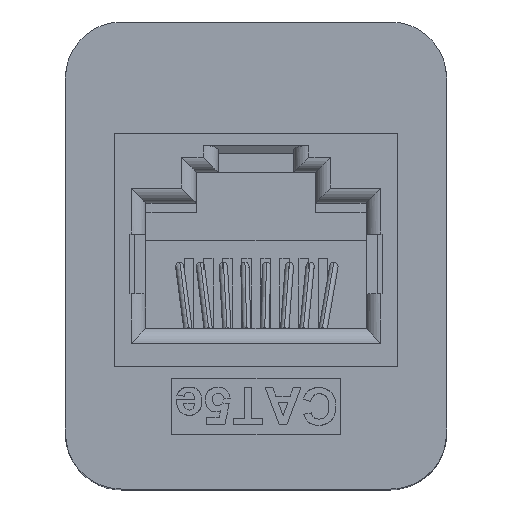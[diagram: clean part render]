
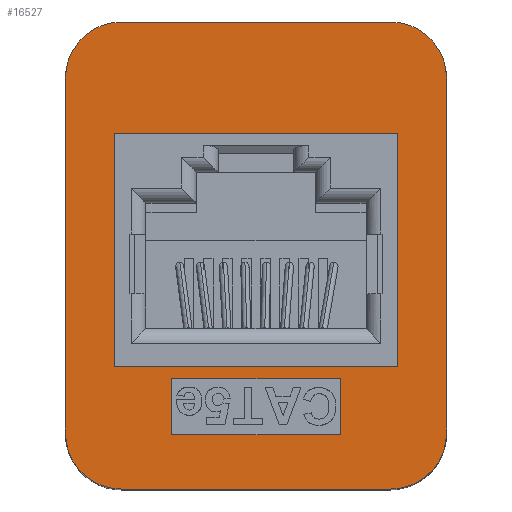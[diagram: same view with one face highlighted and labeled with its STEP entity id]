
A CAD part, top view. The second image highlights one B-rep face of the part: STEP entity #16527.
In plain terms, the highlighted planar face has unit normal (0, 0, 1).
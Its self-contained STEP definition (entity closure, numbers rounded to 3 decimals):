
#16365 = VERTEX_POINT ( 'NONE', #86317 ) ;
#16470 = EDGE_CURVE ( 'NONE', #16365, #16489, #86962, .T. ) ;
#16489 = VERTEX_POINT ( 'NONE', #86965 ) ;
#16526 = EDGE_CURVE ( 'NONE', #16551, #16528, #87100, .T. ) ;
#16527 = ADVANCED_FACE ( 'NONE', ( #87104, #86972, #87093 ), #86976, .F. ) ;
#16528 = VERTEX_POINT ( 'NONE', #86906 ) ;
#16530 = ORIENTED_EDGE ( 'NONE', *, *, #16532, .F. ) ;
#16532 = EDGE_CURVE ( 'NONE', #16630, #16551, #87084, .T. ) ;
#16549 = EDGE_LOOP ( 'NONE', ( #16658, #16530, #16632, #16642 ) ) ;
#16551 = VERTEX_POINT ( 'NONE', #87042 ) ;
#16565 = EDGE_CURVE ( 'NONE', #16636, #16659, #87142, .T. ) ;
#16595 = ORIENTED_EDGE ( 'NONE', *, *, #16599, .T. ) ;
#16597 = VERTEX_POINT ( 'NONE', #87244 ) ;
#16598 = EDGE_CURVE ( 'NONE', #16640, #16637, #87238, .T. ) ;
#16599 = EDGE_CURVE ( 'NONE', #16615, #16640, #87235, .T. ) ;
#16600 = ORIENTED_EDGE ( 'NONE', *, *, #16703, .T. ) ;
#16605 = ORIENTED_EDGE ( 'NONE', *, *, #16598, .T. ) ;
#16607 = EDGE_CURVE ( 'NONE', #16637, #16597, #87198, .T. ) ;
#16609 = EDGE_CURVE ( 'NONE', #16629, #16615, #87214, .T. ) ;
#16610 = EDGE_CURVE ( 'NONE', #16638, #16631, #87315, .T. ) ;
#16613 = VERTEX_POINT ( 'NONE', #87317 ) ;
#16615 = VERTEX_POINT ( 'NONE', #87307 ) ;
#16616 = ORIENTED_EDGE ( 'NONE', *, *, #16619, .T. ) ;
#16617 = ORIENTED_EDGE ( 'NONE', *, *, #16610, .F. ) ;
#16618 = EDGE_CURVE ( 'NONE', #16659, #16638, #87233, .T. ) ;
#16619 = EDGE_CURVE ( 'NONE', #16613, #16365, #87203, .T. ) ;
#16620 = ORIENTED_EDGE ( 'NONE', *, *, #16618, .F. ) ;
#16621 = EDGE_LOOP ( 'NONE', ( #16616, #16625, #16627, #16623, #16595, #16605, #16702, #16600 ) ) ;
#16623 = ORIENTED_EDGE ( 'NONE', *, *, #16609, .T. ) ;
#16625 = ORIENTED_EDGE ( 'NONE', *, *, #16470, .T. ) ;
#16627 = ORIENTED_EDGE ( 'NONE', *, *, #16628, .T. ) ;
#16628 = EDGE_CURVE ( 'NONE', #16489, #16629, #87271, .T. ) ;
#16629 = VERTEX_POINT ( 'NONE', #87283 ) ;
#16630 = VERTEX_POINT ( 'NONE', #87286 ) ;
#16631 = VERTEX_POINT ( 'NONE', #87275 ) ;
#16632 = ORIENTED_EDGE ( 'NONE', *, *, #16634, .F. ) ;
#16634 = EDGE_CURVE ( 'NONE', #16653, #16630, #87262, .T. ) ;
#16636 = VERTEX_POINT ( 'NONE', #87292 ) ;
#16637 = VERTEX_POINT ( 'NONE', #87256 ) ;
#16638 = VERTEX_POINT ( 'NONE', #87396 ) ;
#16640 = VERTEX_POINT ( 'NONE', #87260 ) ;
#16642 = ORIENTED_EDGE ( 'NONE', *, *, #16660, .F. ) ;
#16645 = EDGE_LOOP ( 'NONE', ( #16646, #16648, #16617, #16620 ) ) ;
#16646 = ORIENTED_EDGE ( 'NONE', *, *, #16565, .F. ) ;
#16648 = ORIENTED_EDGE ( 'NONE', *, *, #16650, .F. ) ;
#16650 = EDGE_CURVE ( 'NONE', #16631, #16636, #87385, .T. ) ;
#16653 = VERTEX_POINT ( 'NONE', #87371 ) ;
#16658 = ORIENTED_EDGE ( 'NONE', *, *, #16526, .F. ) ;
#16659 = VERTEX_POINT ( 'NONE', #87373 ) ;
#16660 = EDGE_CURVE ( 'NONE', #16528, #16653, #87345, .T. ) ;
#16702 = ORIENTED_EDGE ( 'NONE', *, *, #16607, .T. ) ;
#16703 = EDGE_CURVE ( 'NONE', #16597, #16613, #87578, .T. ) ;
#84271 = CARTESIAN_POINT ( 'NONE',  ( -7.6, 6.55, 0. ) ) ;
#85364 = DIRECTION ( 'NONE',  ( -1., 0., 0. ) ) ;
#85366 = VECTOR ( 'NONE', #85364, 1000. ) ;
#86317 = CARTESIAN_POINT ( 'NONE',  ( -7.2, -12.5, 0. ) ) ;
#86906 = CARTESIAN_POINT ( 'NONE',  ( -4.5, -6.6, 0. ) ) ;
#86957 = DIRECTION ( 'NONE',  ( 1., 0., 0. ) ) ;
#86958 = VECTOR ( 'NONE', #86957, 1000. ) ;
#86960 = CARTESIAN_POINT ( 'NONE',  ( 10.2, -12.5, 0. ) ) ;
#86962 = LINE ( 'NONE', #86960, #86958 ) ;
#86965 = CARTESIAN_POINT ( 'NONE',  ( 7.2, -12.5, 0. ) ) ;
#86970 = AXIS2_PLACEMENT_3D ( 'NONE', #86979, #87083, #87081 ) ;
#86972 = FACE_BOUND ( 'NONE', #16645, .T. ) ;
#86976 = PLANE ( 'NONE',  #86970 ) ;
#86979 = CARTESIAN_POINT ( 'NONE',  ( -10.2, -12.5, 0. ) ) ;
#87042 = CARTESIAN_POINT ( 'NONE',  ( 4.5, -6.6, 0. ) ) ;
#87072 = DIRECTION ( 'NONE',  ( 0., 1., 0. ) ) ;
#87073 = VECTOR ( 'NONE', #87072, 1000. ) ;
#87075 = CARTESIAN_POINT ( 'NONE',  ( 4.5, -9.6, 0. ) ) ;
#87081 = DIRECTION ( 'NONE',  ( -1., 0., 0. ) ) ;
#87083 = DIRECTION ( 'NONE',  ( 0., 0., -1. ) ) ;
#87084 = LINE ( 'NONE', #87075, #87073 ) ;
#87093 = FACE_OUTER_BOUND ( 'NONE', #16621, .T. ) ;
#87095 = DIRECTION ( 'NONE',  ( -1., 0., 0. ) ) ;
#87097 = VECTOR ( 'NONE', #87095, 1000. ) ;
#87098 = CARTESIAN_POINT ( 'NONE',  ( -4.5, -6.6, 0. ) ) ;
#87100 = LINE ( 'NONE', #87098, #87097 ) ;
#87104 = FACE_BOUND ( 'NONE', #16549, .T. ) ;
#87142 = LINE ( 'NONE', #84271, #85366 ) ;
#87189 = DIRECTION ( 'NONE',  ( -1., 0., 0. ) ) ;
#87191 = DIRECTION ( 'NONE',  ( 0., 0., 1. ) ) ;
#87192 = AXIS2_PLACEMENT_3D ( 'NONE', #87240, #87191, #87189 ) ;
#87194 = DIRECTION ( 'NONE',  ( -1., 0., 0. ) ) ;
#87196 = DIRECTION ( 'NONE',  ( 0., 0., 1. ) ) ;
#87198 = CIRCLE ( 'NONE', #87192, 3. ) ;
#87203 = CIRCLE ( 'NONE', #87281, 3. ) ;
#87205 = VECTOR ( 'NONE', #87211, 1000. ) ;
#87211 = DIRECTION ( 'NONE',  ( -1., 0., 0. ) ) ;
#87213 = CARTESIAN_POINT ( 'NONE',  ( 10.2, 12.5, 0. ) ) ;
#87214 = LINE ( 'NONE', #87314, #87312 ) ;
#87220 = CARTESIAN_POINT ( 'NONE',  ( 7.2, 9.5, 0. ) ) ;
#87232 = CARTESIAN_POINT ( 'NONE',  ( -7.6, -5.95, 0. ) ) ;
#87233 = LINE ( 'NONE', #87232, #87297 ) ;
#87235 = CIRCLE ( 'NONE', #87254, 3. ) ;
#87238 = LINE ( 'NONE', #87213, #87205 ) ;
#87240 = CARTESIAN_POINT ( 'NONE',  ( -7.2, 9.5, 0. ) ) ;
#87244 = CARTESIAN_POINT ( 'NONE',  ( -10.2, 9.5, 0. ) ) ;
#87254 = AXIS2_PLACEMENT_3D ( 'NONE', #87220, #87196, #87194 ) ;
#87256 = CARTESIAN_POINT ( 'NONE',  ( -7.2, 12.5, 0. ) ) ;
#87260 = CARTESIAN_POINT ( 'NONE',  ( 7.2, 12.5, 0. ) ) ;
#87262 = LINE ( 'NONE', #87394, #87392 ) ;
#87264 = DIRECTION ( 'NONE',  ( 1., 0., 0. ) ) ;
#87266 = DIRECTION ( 'NONE',  ( 0., 0., 1. ) ) ;
#87271 = CIRCLE ( 'NONE', #87319, 3. ) ;
#87275 = CARTESIAN_POINT ( 'NONE',  ( 7.6, -5.95, 0. ) ) ;
#87277 = DIRECTION ( 'NONE',  ( 1., 0., 0. ) ) ;
#87279 = DIRECTION ( 'NONE',  ( 0., 0., 1. ) ) ;
#87281 = AXIS2_PLACEMENT_3D ( 'NONE', #87300, #87279, #87277 ) ;
#87283 = CARTESIAN_POINT ( 'NONE',  ( 10.2, -9.5, 0. ) ) ;
#87285 = CARTESIAN_POINT ( 'NONE',  ( 7.2, -9.5, 0. ) ) ;
#87286 = CARTESIAN_POINT ( 'NONE',  ( 4.5, -9.6, 0. ) ) ;
#87290 = DIRECTION ( 'NONE',  ( 0., -1., 0. ) ) ;
#87292 = CARTESIAN_POINT ( 'NONE',  ( 7.6, 6.55, 0. ) ) ;
#87297 = VECTOR ( 'NONE', #87290, 1000. ) ;
#87300 = CARTESIAN_POINT ( 'NONE',  ( -7.2, -9.5, 0. ) ) ;
#87302 = DIRECTION ( 'NONE',  ( 1., 0., 0. ) ) ;
#87304 = VECTOR ( 'NONE', #87302, 1000. ) ;
#87307 = CARTESIAN_POINT ( 'NONE',  ( 10.2, 9.5, 0. ) ) ;
#87309 = CARTESIAN_POINT ( 'NONE',  ( -7.6, -5.95, 0. ) ) ;
#87311 = DIRECTION ( 'NONE',  ( 0., 1., 0. ) ) ;
#87312 = VECTOR ( 'NONE', #87311, 1000. ) ;
#87314 = CARTESIAN_POINT ( 'NONE',  ( 10.2, 12.5, 0. ) ) ;
#87315 = LINE ( 'NONE', #87309, #87304 ) ;
#87317 = CARTESIAN_POINT ( 'NONE',  ( -10.2, -9.5, 0. ) ) ;
#87319 = AXIS2_PLACEMENT_3D ( 'NONE', #87285, #87266, #87264 ) ;
#87341 = DIRECTION ( 'NONE',  ( 0., -1., 0. ) ) ;
#87342 = VECTOR ( 'NONE', #87341, 1000. ) ;
#87344 = CARTESIAN_POINT ( 'NONE',  ( -4.5, -9.6, 0. ) ) ;
#87345 = LINE ( 'NONE', #87344, #87342 ) ;
#87371 = CARTESIAN_POINT ( 'NONE',  ( -4.5, -9.6, 0. ) ) ;
#87373 = CARTESIAN_POINT ( 'NONE',  ( -7.6, 6.55, 0. ) ) ;
#87376 = DIRECTION ( 'NONE',  ( 0., 1., 0. ) ) ;
#87377 = VECTOR ( 'NONE', #87376, 1000. ) ;
#87379 = CARTESIAN_POINT ( 'NONE',  ( 7.6, -5.95, 0. ) ) ;
#87385 = LINE ( 'NONE', #87379, #87377 ) ;
#87391 = DIRECTION ( 'NONE',  ( 1., 0., 0. ) ) ;
#87392 = VECTOR ( 'NONE', #87391, 1000. ) ;
#87394 = CARTESIAN_POINT ( 'NONE',  ( -4.5, -9.6, 0. ) ) ;
#87396 = CARTESIAN_POINT ( 'NONE',  ( -7.6, -5.95, 0. ) ) ;
#87574 = DIRECTION ( 'NONE',  ( 0., -1., 0. ) ) ;
#87575 = VECTOR ( 'NONE', #87574, 1000. ) ;
#87576 = CARTESIAN_POINT ( 'NONE',  ( -10.2, 12.5, 0. ) ) ;
#87578 = LINE ( 'NONE', #87576, #87575 ) ;
